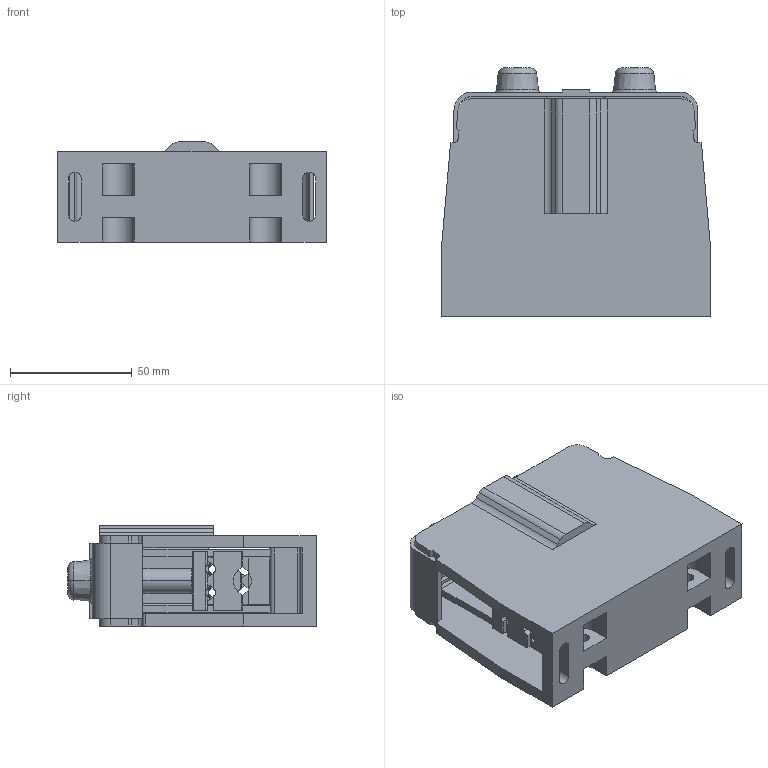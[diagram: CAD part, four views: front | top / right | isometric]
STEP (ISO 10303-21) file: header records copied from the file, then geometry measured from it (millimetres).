
FILE_DESCRIPTION((''),'2;1');
FILE_NAME('150ZP_ASM','2024-03-12T',('dell'),(''),'PRO/ENGINEER BY PARAMETRIC TECHNOLOGY CORPORATION, 2013230','PRO/ENGINEER BY PARAMETRIC TECHNOLOGY CORPORATION, 2013230','');
FILE_SCHEMA(('AUTOMOTIVE_DESIGN { 1 0 10303 214 1 1 1 1 }'));
Length unit declared in the file: millimetre
Products named in the file (1): 150ZP_ASM
Bounding box: 110 x 101.8 x 41 mm (x, y, z)
Volume: 216343.1 mm3; surface area: 94630.1 mm2
Topology: 1 solids, 1 shells, 1099 faces, 3378 edges, 2224 vertices
Faces by surface type: plane 635, cylinder 436, torus 16, cone 12
Entity records: 38764 total; most frequent: CARTESIAN_POINT 9464, ORIENTED_EDGE 6756, DIRECTION 5198, EDGE_CURVE 3378, VECTOR 2266, LINE 2266, VERTEX_POINT 2224, AXIS2_PLACEMENT_3D 1466
